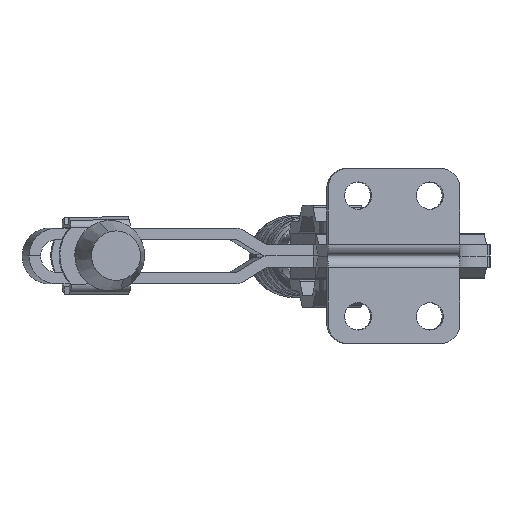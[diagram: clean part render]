
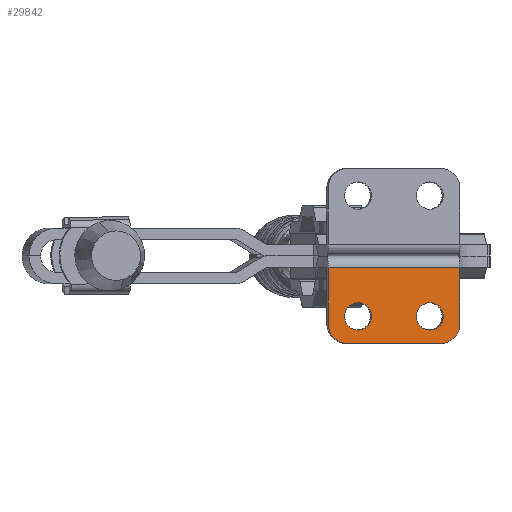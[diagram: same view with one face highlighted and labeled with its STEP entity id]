
A CAD part, front view. The second image highlights one B-rep face of the part: STEP entity #29842.
In plain terms, the highlighted face is planar.
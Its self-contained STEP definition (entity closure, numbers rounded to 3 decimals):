
#10952 = CARTESIAN_POINT ( 'NONE',  ( 47.3, 0., 46. ) ) ;
#13883 = CIRCLE ( 'NONE', #13929, 3.6 ) ;
#13910 = DIRECTION ( 'NONE',  ( 0., 0., -1. ) ) ;
#13911 = DIRECTION ( 'NONE',  ( 0., -1., 0. ) ) ;
#13917 = CARTESIAN_POINT ( 'NONE',  ( 17.55, 0., 38.897 ) ) ;
#13929 = AXIS2_PLACEMENT_3D ( 'NONE', #13917, #13911, #13910 ) ;
#13931 = CARTESIAN_POINT ( 'NONE',  ( 39.5, 0., 46. ) ) ;
#13932 = AXIS2_PLACEMENT_3D ( 'NONE', #10952, #14199, #14182 ) ;
#13933 = PLANE ( 'NONE',  #13932 ) ;
#14020 = DIRECTION ( 'NONE',  ( -1., 0., 0. ) ) ;
#14021 = VECTOR ( 'NONE', #14020, 1000. ) ;
#14022 = CARTESIAN_POINT ( 'NONE',  ( 47.3, 0., 46. ) ) ;
#14023 = LINE ( 'NONE', #14022, #14021 ) ;
#14182 = DIRECTION ( 'NONE',  ( 0., 0., -1. ) ) ;
#14199 = DIRECTION ( 'NONE',  ( 0., 1., 0. ) ) ;
#14373 = AXIS2_PLACEMENT_3D ( 'NONE', #14404, #14403, #14402 ) ;
#14375 = DIRECTION ( 'NONE',  ( 0., 0., 1. ) ) ;
#14376 = DIRECTION ( 'NONE',  ( 0., -1., 0. ) ) ;
#14377 = CARTESIAN_POINT ( 'NONE',  ( 14.6, 0., 41. ) ) ;
#14382 = CIRCLE ( 'NONE', #14389, 5. ) ;
#14383 = CARTESIAN_POINT ( 'NONE',  ( 9.6, 0., 26. ) ) ;
#14385 = CARTESIAN_POINT ( 'NONE',  ( 9.6, 0., 41. ) ) ;
#14389 = AXIS2_PLACEMENT_3D ( 'NONE', #14377, #14376, #14375 ) ;
#14402 = DIRECTION ( 'NONE',  ( 0., 0., -1. ) ) ;
#14403 = DIRECTION ( 'NONE',  ( 0., -1., 0. ) ) ;
#14404 = CARTESIAN_POINT ( 'NONE',  ( 17.55, 0., 38.897 ) ) ;
#14407 = CARTESIAN_POINT ( 'NONE',  ( 44.5, 0., 41. ) ) ;
#14408 = DIRECTION ( 'NONE',  ( 0., 0., -1. ) ) ;
#14409 = DIRECTION ( 'NONE',  ( 0., -1., 0. ) ) ;
#14414 = CIRCLE ( 'NONE', #14373, 3.6 ) ;
#14415 = AXIS2_PLACEMENT_3D ( 'NONE', #14417, #14409, #14408 ) ;
#14417 = CARTESIAN_POINT ( 'NONE',  ( 36.55, 0., 38.897 ) ) ;
#14418 = CIRCLE ( 'NONE', #14415, 3.6 ) ;
#14425 = DIRECTION ( 'NONE',  ( 1., 0., 0. ) ) ;
#14426 = VECTOR ( 'NONE', #14425, 1000. ) ;
#14439 = FACE_BOUND ( 'NONE', #29828, .T. ) ;
#14443 = FACE_BOUND ( 'NONE', #29612, .T. ) ;
#14444 = FACE_OUTER_BOUND ( 'NONE', #29599, .T. ) ;
#14445 = CARTESIAN_POINT ( 'NONE',  ( 47.3, 0., 26. ) ) ;
#14446 = LINE ( 'NONE', #14445, #14426 ) ;
#14458 = CARTESIAN_POINT ( 'NONE',  ( 39.5, 0., 41. ) ) ;
#14462 = AXIS2_PLACEMENT_3D ( 'NONE', #14458, #14487, #14486 ) ;
#14463 = VECTOR ( 'NONE', #14464, 1000. ) ;
#14464 = DIRECTION ( 'NONE',  ( 0., 0., -1. ) ) ;
#14465 = CARTESIAN_POINT ( 'NONE',  ( 9.6, 0., 46. ) ) ;
#14470 = CARTESIAN_POINT ( 'NONE',  ( 44.5, 0., 26. ) ) ;
#14474 = LINE ( 'NONE', #14465, #14463 ) ;
#14482 = LINE ( 'NONE', #14537, #14536 ) ;
#14486 = DIRECTION ( 'NONE',  ( 0., 0., 1. ) ) ;
#14487 = DIRECTION ( 'NONE',  ( 0., -1., 0. ) ) ;
#14512 = CIRCLE ( 'NONE', #14462, 5. ) ;
#14535 = DIRECTION ( 'NONE',  ( 0., 0., 1. ) ) ;
#14536 = VECTOR ( 'NONE', #14535, 1000. ) ;
#14537 = CARTESIAN_POINT ( 'NONE',  ( 44.5, 0., 46. ) ) ;
#14717 = CARTESIAN_POINT ( 'NONE',  ( 14.6, 0., 46. ) ) ;
#19171 = EDGE_CURVE ( 'NONE', #19902, #19946, #34289, .T. ) ;
#19902 = VERTEX_POINT ( 'NONE', #36520 ) ;
#19946 = VERTEX_POINT ( 'NONE', #36568 ) ;
#20032 = VERTEX_POINT ( 'NONE', #36726 ) ;
#20253 = VERTEX_POINT ( 'NONE', #37100 ) ;
#20852 = EDGE_CURVE ( 'NONE', #20032, #20253, #13883, .T. ) ;
#26029 = VERTEX_POINT ( 'NONE', #13931 ) ;
#26535 = EDGE_CURVE ( 'NONE', #26029, #30031, #14023, .T. ) ;
#29535 = ORIENTED_EDGE ( 'NONE', *, *, #19171, .F. ) ;
#29537 = VERTEX_POINT ( 'NONE', #14385 ) ;
#29599 = EDGE_LOOP ( 'NONE', ( #29871, #29870, #29833, #29872, #29882, #29877 ) ) ;
#29600 = EDGE_CURVE ( 'NONE', #30031, #29537, #14382, .T. ) ;
#29601 = ORIENTED_EDGE ( 'NONE', *, *, #29614, .F. ) ;
#29608 = VERTEX_POINT ( 'NONE', #14383 ) ;
#29612 = EDGE_LOOP ( 'NONE', ( #29879, #29615 ) ) ;
#29614 = EDGE_CURVE ( 'NONE', #19946, #19902, #14418, .T. ) ;
#29615 = ORIENTED_EDGE ( 'NONE', *, *, #29616, .F. ) ;
#29616 = EDGE_CURVE ( 'NONE', #20253, #20032, #14414, .T. ) ;
#29822 = VERTEX_POINT ( 'NONE', #14407 ) ;
#29828 = EDGE_LOOP ( 'NONE', ( #29535, #29601 ) ) ;
#29833 = ORIENTED_EDGE ( 'NONE', *, *, #29856, .T. ) ;
#29835 = EDGE_CURVE ( 'NONE', #29608, #29883, #14446, .T. ) ;
#29842 = ADVANCED_FACE ( 'NONE', ( #14439, #14443, #14444 ), #13933, .F. ) ;
#29856 = EDGE_CURVE ( 'NONE', #29537, #29608, #14474, .T. ) ;
#29870 = ORIENTED_EDGE ( 'NONE', *, *, #29600, .T. ) ;
#29871 = ORIENTED_EDGE ( 'NONE', *, *, #26535, .T. ) ;
#29872 = ORIENTED_EDGE ( 'NONE', *, *, #29835, .T. ) ;
#29877 = ORIENTED_EDGE ( 'NONE', *, *, #29888, .T. ) ;
#29879 = ORIENTED_EDGE ( 'NONE', *, *, #20852, .F. ) ;
#29882 = ORIENTED_EDGE ( 'NONE', *, *, #29891, .T. ) ;
#29883 = VERTEX_POINT ( 'NONE', #14470 ) ;
#29888 = EDGE_CURVE ( 'NONE', #29822, #26029, #14512, .T. ) ;
#29891 = EDGE_CURVE ( 'NONE', #29883, #29822, #14482, .T. ) ;
#30031 = VERTEX_POINT ( 'NONE', #14717 ) ;
#34289 = CIRCLE ( 'NONE', #34302, 3.6 ) ;
#34295 = DIRECTION ( 'NONE',  ( 0., -1., 0. ) ) ;
#34299 = CARTESIAN_POINT ( 'NONE',  ( 36.55, 0., 38.897 ) ) ;
#34302 = AXIS2_PLACEMENT_3D ( 'NONE', #34299, #34295, #34391 ) ;
#34391 = DIRECTION ( 'NONE',  ( 0., 0., -1. ) ) ;
#36520 = CARTESIAN_POINT ( 'NONE',  ( 36.55, 0., 35.297 ) ) ;
#36568 = CARTESIAN_POINT ( 'NONE',  ( 36.55, 0., 42.497 ) ) ;
#36726 = CARTESIAN_POINT ( 'NONE',  ( 17.55, 0., 35.297 ) ) ;
#37100 = CARTESIAN_POINT ( 'NONE',  ( 17.55, 0., 42.497 ) ) ;
